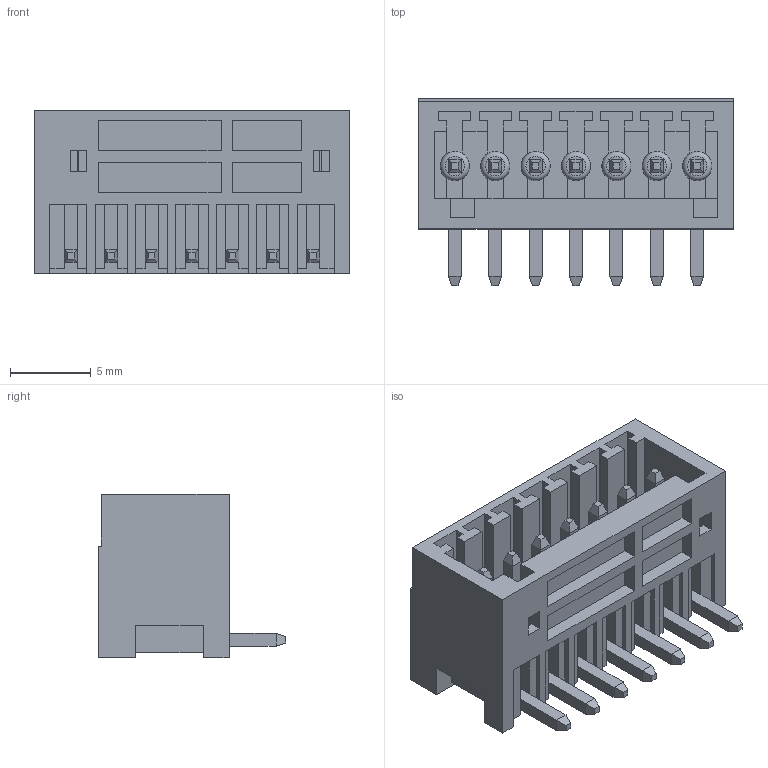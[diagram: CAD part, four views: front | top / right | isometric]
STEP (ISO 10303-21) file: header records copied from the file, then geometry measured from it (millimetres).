
FILE_DESCRIPTION( ( 'Unknown' ), '1' );
FILE_NAME( '691382010007.stp', 'Unknown', ( 'Unknown' ), ( 'Unknown' ), 'PSStep 18.0.17', 'Unknown', ' ' );
FILE_SCHEMA( ( 'AUTOMOTIVE_DESIGN { 1 0 10303 214 1 1 1 1 }' ) );
Length unit declared in the file: millimetre
Products named in the file (3): Assem1; 6913820100xx_PIN; 691382010007
Assembly tree (8 placements, depth 2):
  Assem1
    6913820100xx_PIN  x7
    691382010007
Bounding box: 19.5 x 11.6 x 10.1 mm (x, y, z)
Volume: 799.1 mm3; surface area: 2321 mm2
Topology: 8 solids, 8 shells, 535 faces, 1432 edges, 925 vertices
Faces by surface type: plane 507, cylinder 21, torus 7
Full cylindrical faces by diameter (mm): 1.8 x7
Entity records: 16825 total; most frequent: CARTESIAN_POINT 2381, ORIENTED_EDGE 2342, DIRECTION 2089, EDGE_CURVE 1171, LINE 1125, VECTOR 1125, VERTEX_POINT 774, AXIS2_PLACEMENT_3D 482
